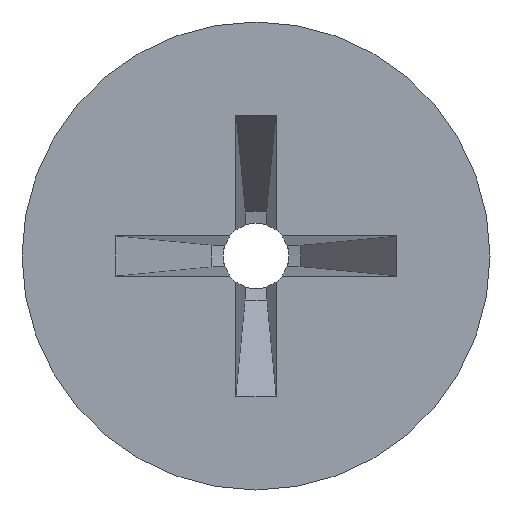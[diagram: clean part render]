
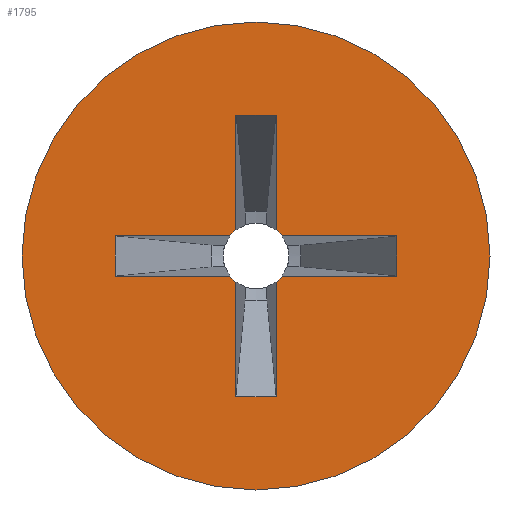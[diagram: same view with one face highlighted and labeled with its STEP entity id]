
A CAD part, left-side view. The second image highlights one B-rep face of the part: STEP entity #1795.
In plain terms, the highlighted planar face has unit normal (-1, 0, 0).
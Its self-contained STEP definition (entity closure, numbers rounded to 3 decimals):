
#115=CARTESIAN_POINT('',(0.,0.,0.));
#116=DIRECTION('',(-1.,0.,0.));
#117=DIRECTION('',(0.,1.,0.));
#118=AXIS2_PLACEMENT_3D('',#115,#116,#117);
#120=CARTESIAN_POINT('',(0.,0.,0.));
#121=DIRECTION('',(1.,0.,0.));
#122=DIRECTION('',(0.,1.,0.));
#123=AXIS2_PLACEMENT_3D('',#120,#121,#122);
#125=CARTESIAN_POINT('',(0.,0.,0.));
#126=DIRECTION('',(1.,0.,0.));
#127=DIRECTION('',(0.,-0.79,-0.613));
#128=AXIS2_PLACEMENT_3D('',#125,#126,#127);
#130=DIRECTION('',(0.,1.,0.));
#131=VECTOR('',#130,2.772);
#132=CARTESIAN_POINT('',(0.,-3.4,-0.488));
#133=LINE('',#132,#131);
#134=DIRECTION('',(0.,0.,-1.));
#135=VECTOR('',#134,0.975);
#136=CARTESIAN_POINT('',(0.,-3.4,0.488));
#137=LINE('',#136,#135);
#138=DIRECTION('',(0.,1.,0.));
#139=VECTOR('',#138,2.772);
#140=CARTESIAN_POINT('',(0.,-3.4,0.488));
#141=LINE('',#140,#139);
#142=CARTESIAN_POINT('',(0.,0.,0.));
#143=DIRECTION('',(1.,0.,0.));
#144=DIRECTION('',(0.,-0.613,0.79));
#145=AXIS2_PLACEMENT_3D('',#142,#143,#144);
#147=DIRECTION('',(0.,0.,-1.));
#148=VECTOR('',#147,2.772);
#149=CARTESIAN_POINT('',(0.,-0.488,3.4));
#150=LINE('',#149,#148);
#151=DIRECTION('',(0.,1.,0.));
#152=VECTOR('',#151,0.975);
#153=CARTESIAN_POINT('',(0.,-0.488,3.4));
#154=LINE('',#153,#152);
#155=DIRECTION('',(0.,0.,-1.));
#156=VECTOR('',#155,2.772);
#157=CARTESIAN_POINT('',(0.,0.488,3.4));
#158=LINE('',#157,#156);
#159=CARTESIAN_POINT('',(0.,0.,0.));
#160=DIRECTION('',(1.,0.,0.));
#161=DIRECTION('',(0.,0.79,0.613));
#162=AXIS2_PLACEMENT_3D('',#159,#160,#161);
#164=DIRECTION('',(0.,1.,0.));
#165=VECTOR('',#164,2.772);
#166=CARTESIAN_POINT('',(0.,0.628,0.488));
#167=LINE('',#166,#165);
#168=DIRECTION('',(0.,0.,-1.));
#169=VECTOR('',#168,0.975);
#170=CARTESIAN_POINT('',(0.,3.4,0.488));
#171=LINE('',#170,#169);
#172=DIRECTION('',(0.,1.,0.));
#173=VECTOR('',#172,2.772);
#174=CARTESIAN_POINT('',(0.,0.628,-0.488));
#175=LINE('',#174,#173);
#176=CARTESIAN_POINT('',(0.,0.,0.));
#177=DIRECTION('',(1.,0.,0.));
#178=DIRECTION('',(0.,0.613,-0.79));
#179=AXIS2_PLACEMENT_3D('',#176,#177,#178);
#181=DIRECTION('',(0.,0.,-1.));
#182=VECTOR('',#181,2.772);
#183=CARTESIAN_POINT('',(0.,0.488,-0.628));
#184=LINE('',#183,#182);
#185=DIRECTION('',(0.,1.,0.));
#186=VECTOR('',#185,0.975);
#187=CARTESIAN_POINT('',(0.,-0.488,-3.4));
#188=LINE('',#187,#186);
#189=DIRECTION('',(0.,0.,-1.));
#190=VECTOR('',#189,2.772);
#191=CARTESIAN_POINT('',(0.,-0.488,-0.628));
#192=LINE('',#191,#190);
#1654=CARTESIAN_POINT('',(0.,5.65,0.));
#1656=VERTEX_POINT('',#1654);
#1658=CARTESIAN_POINT('',(0.,-5.65,0.));
#1660=VERTEX_POINT('',#1658);
#1683=CARTESIAN_POINT('',(0.,-0.628,-0.488));
#1684=CARTESIAN_POINT('',(0.,-0.488,-0.628));
#1685=VERTEX_POINT('',#1683);
#1686=VERTEX_POINT('',#1684);
#1687=CARTESIAN_POINT('',(0.,0.488,-0.628));
#1688=CARTESIAN_POINT('',(0.,0.628,-0.488));
#1689=VERTEX_POINT('',#1687);
#1690=VERTEX_POINT('',#1688);
#1691=CARTESIAN_POINT('',(0.,0.628,0.488));
#1692=CARTESIAN_POINT('',(0.,0.488,0.628));
#1693=VERTEX_POINT('',#1691);
#1694=VERTEX_POINT('',#1692);
#1695=CARTESIAN_POINT('',(0.,-0.488,0.628));
#1696=CARTESIAN_POINT('',(0.,-0.628,0.488));
#1697=VERTEX_POINT('',#1695);
#1698=VERTEX_POINT('',#1696);
#1714=CARTESIAN_POINT('',(0.,-3.4,0.488));
#1715=CARTESIAN_POINT('',(0.,-3.4,-0.488));
#1716=VERTEX_POINT('',#1714);
#1717=VERTEX_POINT('',#1715);
#1718=CARTESIAN_POINT('',(0.,-0.488,3.4));
#1719=CARTESIAN_POINT('',(0.,0.488,3.4));
#1720=VERTEX_POINT('',#1718);
#1721=VERTEX_POINT('',#1719);
#1722=CARTESIAN_POINT('',(0.,3.4,0.488));
#1723=CARTESIAN_POINT('',(0.,3.4,-0.488));
#1724=VERTEX_POINT('',#1722);
#1725=VERTEX_POINT('',#1723);
#1726=CARTESIAN_POINT('',(0.,-0.488,-3.4));
#1727=CARTESIAN_POINT('',(0.,0.488,-3.4));
#1728=VERTEX_POINT('',#1726);
#1729=VERTEX_POINT('',#1727);
#1750=CARTESIAN_POINT('',(0.,0.,0.));
#1751=DIRECTION('',(1.,0.,0.));
#1752=DIRECTION('',(0.,-1.,0.));
#1753=AXIS2_PLACEMENT_3D('',#1750,#1751,#1752);
#1754=PLANE('',#1753);
#1756=ORIENTED_EDGE('',*,*,#1755,.F.);
#1758=ORIENTED_EDGE('',*,*,#1757,.T.);
#1759=EDGE_LOOP('',(#1756,#1758));
#1760=FACE_OUTER_BOUND('',#1759,.F.);
#1762=ORIENTED_EDGE('',*,*,#1761,.F.);
#1764=ORIENTED_EDGE('',*,*,#1763,.F.);
#1766=ORIENTED_EDGE('',*,*,#1765,.F.);
#1768=ORIENTED_EDGE('',*,*,#1767,.T.);
#1770=ORIENTED_EDGE('',*,*,#1769,.F.);
#1772=ORIENTED_EDGE('',*,*,#1771,.F.);
#1774=ORIENTED_EDGE('',*,*,#1773,.T.);
#1776=ORIENTED_EDGE('',*,*,#1775,.T.);
#1778=ORIENTED_EDGE('',*,*,#1777,.F.);
#1780=ORIENTED_EDGE('',*,*,#1779,.T.);
#1782=ORIENTED_EDGE('',*,*,#1781,.T.);
#1784=ORIENTED_EDGE('',*,*,#1783,.F.);
#1786=ORIENTED_EDGE('',*,*,#1785,.F.);
#1788=ORIENTED_EDGE('',*,*,#1787,.T.);
#1790=ORIENTED_EDGE('',*,*,#1789,.F.);
#1792=ORIENTED_EDGE('',*,*,#1791,.F.);
#1793=EDGE_LOOP('',(#1762,#1764,#1766,#1768,#1770,#1772,#1774,#1776,#1778,#1780,
#1782,#1784,#1786,#1788,#1790,#1792));
#1794=FACE_BOUND('',#1793,.F.);
#119=CIRCLE('',#118,5.65);
#124=CIRCLE('',#123,5.65);
#129=CIRCLE('',#128,0.795);
#146=CIRCLE('',#145,0.795);
#163=CIRCLE('',#162,0.795);
#180=CIRCLE('',#179,0.795);
#1755=EDGE_CURVE('',#1656,#1660,#119,.T.);
#1757=EDGE_CURVE('',#1656,#1660,#124,.T.);
#1761=EDGE_CURVE('',#1685,#1686,#129,.T.);
#1763=EDGE_CURVE('',#1717,#1685,#133,.T.);
#1765=EDGE_CURVE('',#1716,#1717,#137,.T.);
#1767=EDGE_CURVE('',#1716,#1698,#141,.T.);
#1769=EDGE_CURVE('',#1697,#1698,#146,.T.);
#1771=EDGE_CURVE('',#1720,#1697,#150,.T.);
#1773=EDGE_CURVE('',#1720,#1721,#154,.T.);
#1775=EDGE_CURVE('',#1721,#1694,#158,.T.);
#1777=EDGE_CURVE('',#1693,#1694,#163,.T.);
#1779=EDGE_CURVE('',#1693,#1724,#167,.T.);
#1781=EDGE_CURVE('',#1724,#1725,#171,.T.);
#1783=EDGE_CURVE('',#1690,#1725,#175,.T.);
#1785=EDGE_CURVE('',#1689,#1690,#180,.T.);
#1787=EDGE_CURVE('',#1689,#1729,#184,.T.);
#1789=EDGE_CURVE('',#1728,#1729,#188,.T.);
#1791=EDGE_CURVE('',#1686,#1728,#192,.T.);
#1795=ADVANCED_FACE('',(#1760,#1794),#1754,.F.);
